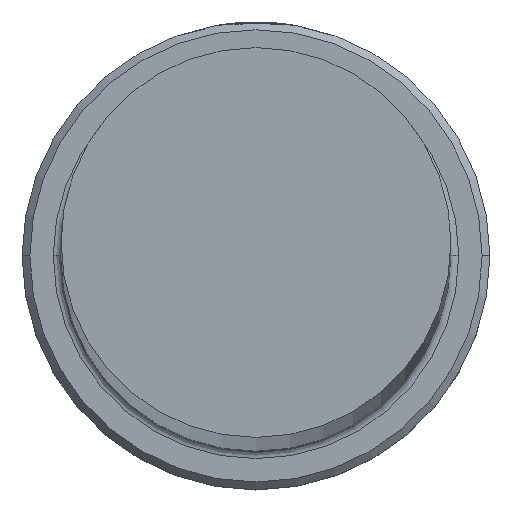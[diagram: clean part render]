
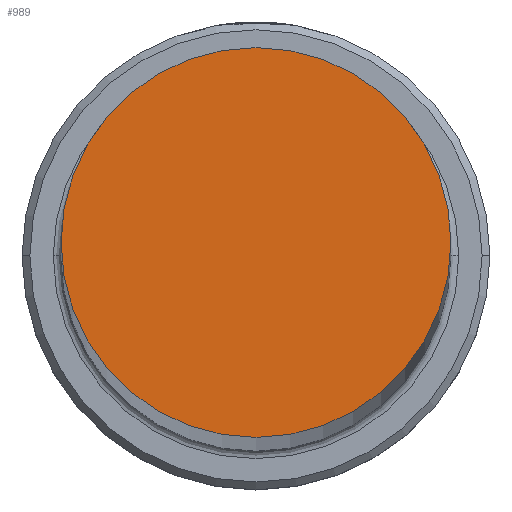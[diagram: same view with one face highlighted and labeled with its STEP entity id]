
A CAD part, top view. The second image highlights one B-rep face of the part: STEP entity #989.
In plain terms, the highlighted planar face has unit normal (0, 0, 1).
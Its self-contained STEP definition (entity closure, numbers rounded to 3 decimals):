
#50 = AXIS2_PLACEMENT_3D ( 'NONE', #768, #118, #311 ) ;
#92 = EDGE_LOOP ( 'NONE', ( #1018, #1124 ) ) ;
#102 = DIRECTION ( 'NONE',  ( 0., 0., 1. ) ) ;
#106 = CIRCLE ( 'NONE', #113, 12.5 ) ;
#113 = AXIS2_PLACEMENT_3D ( 'NONE', #254, #893, #342 ) ;
#118 = DIRECTION ( 'NONE',  ( 0., 0., 1. ) ) ;
#254 = CARTESIAN_POINT ( 'NONE',  ( 0., 0., 500. ) ) ;
#266 = CARTESIAN_POINT ( 'NONE',  ( 12.5, 0., 500. ) ) ;
#311 = DIRECTION ( 'NONE',  ( 1., 0., 0. ) ) ;
#342 = DIRECTION ( 'NONE',  ( 1., 0., 0. ) ) ;
#399 = VERTEX_POINT ( 'NONE', #266 ) ;
#453 = AXIS2_PLACEMENT_3D ( 'NONE', #664, #102, #750 ) ;
#499 = EDGE_CURVE ( 'NONE', #511, #399, #1177, .T. ) ;
#511 = VERTEX_POINT ( 'NONE', #1107 ) ;
#538 = EDGE_CURVE ( 'NONE', #399, #511, #106, .T. ) ;
#664 = CARTESIAN_POINT ( 'NONE',  ( 0., 0., 500. ) ) ;
#682 = PLANE ( 'NONE',  #50 ) ;
#750 = DIRECTION ( 'NONE',  ( 1., 0., 0. ) ) ;
#768 = CARTESIAN_POINT ( 'NONE',  ( 0., 0., 500. ) ) ;
#893 = DIRECTION ( 'NONE',  ( 0., 0., 1. ) ) ;
#953 = FACE_OUTER_BOUND ( 'NONE', #92, .T. ) ;
#989 = ADVANCED_FACE ( 'NONE', ( #953 ), #682, .T. ) ;
#1018 = ORIENTED_EDGE ( 'NONE', *, *, #499, .T. ) ;
#1107 = CARTESIAN_POINT ( 'NONE',  ( -12.5, 0., 500. ) ) ;
#1124 = ORIENTED_EDGE ( 'NONE', *, *, #538, .T. ) ;
#1177 = CIRCLE ( 'NONE', #453, 12.5 ) ;
